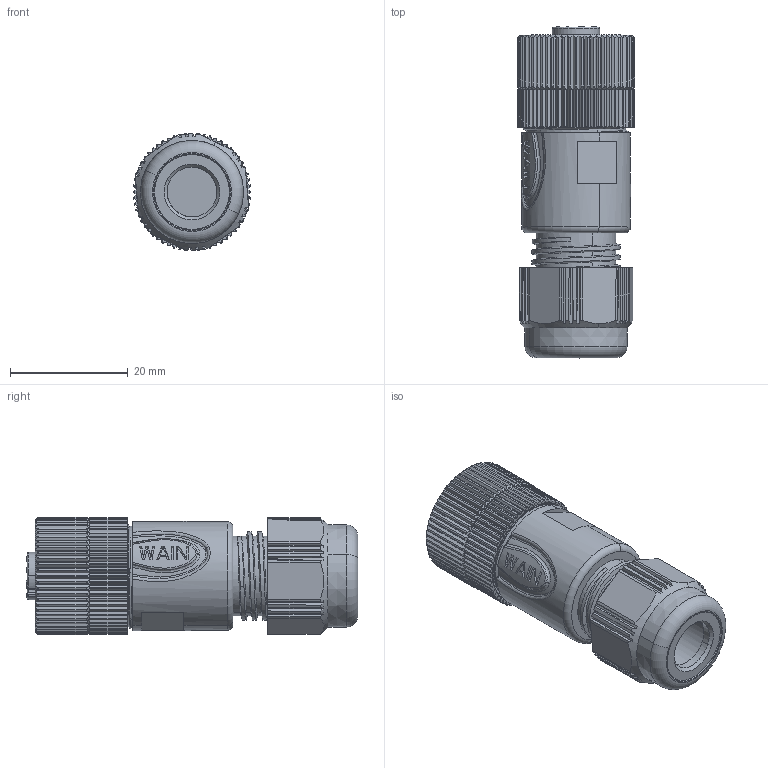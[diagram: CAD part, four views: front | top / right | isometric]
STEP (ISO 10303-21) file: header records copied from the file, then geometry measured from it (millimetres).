
FILE_DESCRIPTION((''),'2;1');
FILE_NAME('3D_1630084243002_M12P-F08A-T-D8','2020-12-29T',('cm.zhong'),(''),'PRO/ENGINEER BY PARAMETRIC TECHNOLOGY CORPORATION, 2012480','PRO/ENGINEER BY PARAMETRIC TECHNOLOGY CORPORATION, 2012480','');
FILE_SCHEMA(('CONFIG_CONTROL_DESIGN'));
Products named in the file (1): 3D_1630084243002_M12P-F08A-T-D8
Bounding box: 20 x 56.27 x 20 mm (x, y, z)
Volume: 11040.9 mm3; surface area: 8945.6 mm2
Topology: 1 solids, 1 shells, 1211 faces, 3209 edges, 2048 vertices
Faces by surface type: plane 481, cylinder 365, cone 179, extrusion 116, bspline 57, torus 11, sphere 2
Entity records: 50733 total; most frequent: CARTESIAN_POINT 22389, ORIENTED_EDGE 6414, DIRECTION 5068, EDGE_CURVE 3207, VERTEX_POINT 2048, AXIS2_PLACEMENT_3D 1766, VECTOR 1536, LINE 1420
